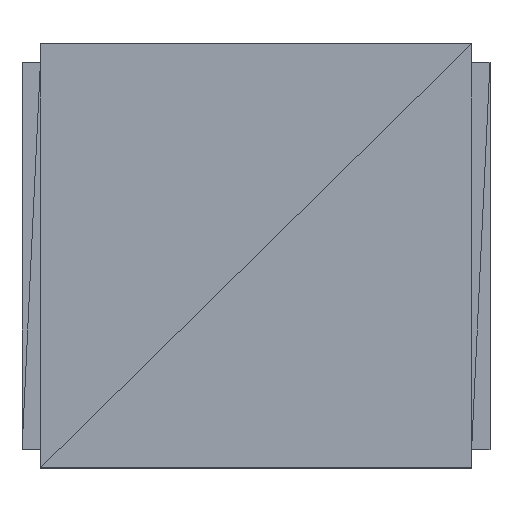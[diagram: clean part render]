
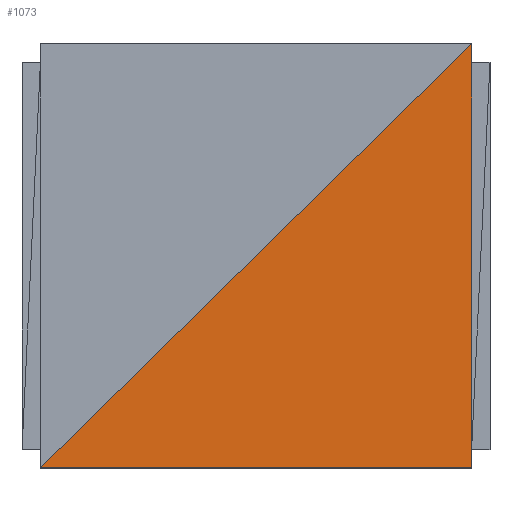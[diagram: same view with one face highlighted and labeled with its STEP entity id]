
A CAD part, top view. The second image highlights one B-rep face of the part: STEP entity #1073.
In plain terms, the highlighted planar face has unit normal (0, 0, 1).
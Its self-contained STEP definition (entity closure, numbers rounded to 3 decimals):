
#1073 = ADVANCED_FACE('',(#1074),#1100,.F.);
#1074 = FACE_BOUND('',#1075,.T.);
#1075 = EDGE_LOOP('',(#1076,#1086,#1094));
#1076 = ORIENTED_EDGE('',*,*,#1077,.F.);
#1077 = EDGE_CURVE('',#1078,#1080,#1082,.T.);
#1078 = VERTEX_POINT('',#1079);
#1079 = CARTESIAN_POINT('',(5.85,5.75,6.5));
#1080 = VERTEX_POINT('',#1081);
#1081 = CARTESIAN_POINT('',(5.85,-5.75,6.5));
#1082 = LINE('',#1083,#1084);
#1083 = CARTESIAN_POINT('',(5.85,5.75,6.5));
#1084 = VECTOR('',#1085,1.);
#1085 = DIRECTION('',(0.,-1.,0.));
#1086 = ORIENTED_EDGE('',*,*,#1087,.F.);
#1087 = EDGE_CURVE('',#1088,#1078,#1090,.T.);
#1088 = VERTEX_POINT('',#1089);
#1089 = CARTESIAN_POINT('',(-5.85,-5.75,6.5));
#1090 = LINE('',#1091,#1092);
#1091 = CARTESIAN_POINT('',(-5.85,-5.75,6.5));
#1092 = VECTOR('',#1093,1.);
#1093 = DIRECTION('',(0.713,0.701,0.));
#1094 = ORIENTED_EDGE('',*,*,#1095,.F.);
#1095 = EDGE_CURVE('',#1080,#1088,#1096,.T.);
#1096 = LINE('',#1097,#1098);
#1097 = CARTESIAN_POINT('',(5.85,-5.75,6.5));
#1098 = VECTOR('',#1099,1.);
#1099 = DIRECTION('',(-1.,0.,0.));
#1100 = PLANE('',#1101);
#1101 = AXIS2_PLACEMENT_3D('',#1102,#1103,#1104);
#1102 = CARTESIAN_POINT('',(5.85,-5.75,6.5));
#1103 = DIRECTION('',(0.,0.,-1.));
#1104 = DIRECTION('',(0.,-1.,0.));
